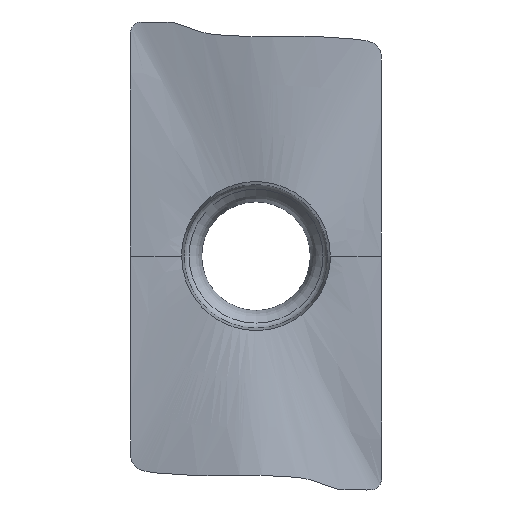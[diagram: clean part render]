
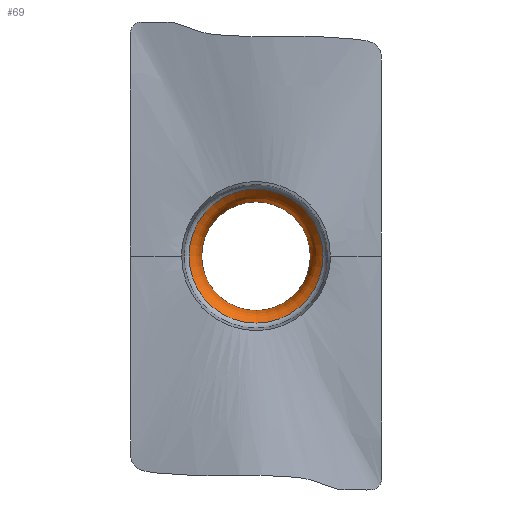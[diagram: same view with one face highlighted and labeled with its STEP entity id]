
A CAD part, top view. The second image highlights one B-rep face of the part: STEP entity #69.
In plain terms, the highlighted toroidal (fillet/blend) face has major radius 3.3 mm and minor radius 1.25 mm.
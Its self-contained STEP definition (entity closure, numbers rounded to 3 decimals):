
#36=TOROIDAL_SURFACE('',#236,3.3,1.25);
#45=CIRCLE('',#232,2.05);
#46=CIRCLE('',#234,2.527);
#55=FACE_BOUND('',#99,.T.);
#56=FACE_BOUND('',#100,.T.);
#69=ADVANCED_FACE('',(#55,#56),#36,.T.);
#99=EDGE_LOOP('',(#139));
#100=EDGE_LOOP('',(#140));
#139=ORIENTED_EDGE('',*,*,#171,.T.);
#140=ORIENTED_EDGE('',*,*,#172,.F.);
#151=VERTEX_POINT('',#5225);
#152=VERTEX_POINT('',#5228);
#171=EDGE_CURVE('',#151,#151,#45,.T.);
#172=EDGE_CURVE('',#152,#152,#46,.T.);
#232=AXIS2_PLACEMENT_3D('',#5224,#261,#262);
#234=AXIS2_PLACEMENT_3D('',#5227,#265,#266);
#236=AXIS2_PLACEMENT_3D('',#5230,#269,#270);
#261=DIRECTION('',(0.,0.,-1.));
#262=DIRECTION('',(1.,0.,0.));
#265=DIRECTION('',(0.,0.,-1.));
#266=DIRECTION('',(1.,0.,0.));
#269=DIRECTION('',(0.,0.,1.));
#270=DIRECTION('',(1.,0.,0.));
#5224=CARTESIAN_POINT('',(0.,0.,-3.82));
#5225=CARTESIAN_POINT('',(2.05,0.,-3.82));
#5227=CARTESIAN_POINT('',(0.,0.,-2.837));
#5228=CARTESIAN_POINT('',(2.527,0.,-2.837));
#5230=CARTESIAN_POINT('',(0.,0.,-3.82));
